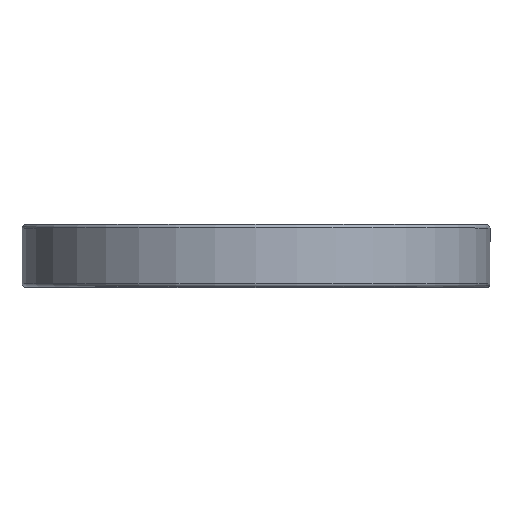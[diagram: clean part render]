
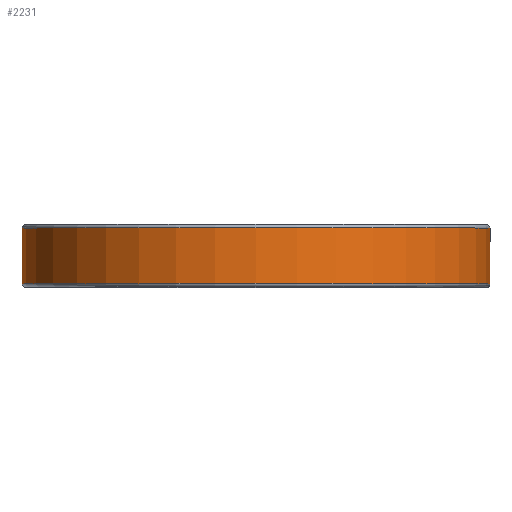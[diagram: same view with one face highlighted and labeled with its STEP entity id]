
A CAD part, top view. The second image highlights one B-rep face of the part: STEP entity #2231.
In plain terms, the highlighted cylindrical face has radius 53.607 mm (diameter 107.213 mm), a partial arc.
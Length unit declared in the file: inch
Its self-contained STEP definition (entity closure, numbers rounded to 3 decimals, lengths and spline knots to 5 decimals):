
#66 = DIRECTION ( 'NONE',  ( 0., 1., 0. ) ) ;
#149 = DIRECTION ( 'NONE',  ( 0., -1., 0. ) ) ;
#177 = DIRECTION ( 'NONE',  ( 0., 0., -1. ) ) ;
#180 = ORIENTED_EDGE ( 'NONE', *, *, #2022, .F. ) ;
#199 = CIRCLE ( 'NONE', #1993, 2.1105 ) ;
#290 = VERTEX_POINT ( 'NONE', #656 ) ;
#307 = AXIS2_PLACEMENT_3D ( 'NONE', #1977, #1430, #1598 ) ;
#390 = CARTESIAN_POINT ( 'NONE',  ( 0., -0.25125, -2.1105 ) ) ;
#653 = CARTESIAN_POINT ( 'NONE',  ( 0., 0.25125, -2.1105 ) ) ;
#656 = CARTESIAN_POINT ( 'NONE',  ( 2.1105, 0.25125, 0. ) ) ;
#757 = VERTEX_POINT ( 'NONE', #2279 ) ;
#823 = ORIENTED_EDGE ( 'NONE', *, *, #1731, .T. ) ;
#868 = DIRECTION ( 'NONE',  ( 0., 1., 0. ) ) ;
#977 = LINE ( 'NONE', #653, #2312 ) ;
#1090 = CYLINDRICAL_SURFACE ( 'NONE', #307, 2.1105 ) ;
#1263 = LINE ( 'NONE', #1433, #1349 ) ;
#1266 = CIRCLE ( 'NONE', #1310, 2.1105 ) ;
#1310 = AXIS2_PLACEMENT_3D ( 'NONE', #2448, #1348, #177 ) ;
#1324 = FACE_OUTER_BOUND ( 'NONE', #1881, .T. ) ;
#1330 = CARTESIAN_POINT ( 'NONE',  ( 0., 0.25125, 0. ) ) ;
#1348 = DIRECTION ( 'NONE',  ( 0., -1., 0. ) ) ;
#1349 = VECTOR ( 'NONE', #66, 39.37008 ) ;
#1430 = DIRECTION ( 'NONE',  ( 0., -1., 0. ) ) ;
#1433 = CARTESIAN_POINT ( 'NONE',  ( 2.1105, 0.25125, 0. ) ) ;
#1472 = CARTESIAN_POINT ( 'NONE',  ( 0., 0.25125, -2.1105 ) ) ;
#1492 = DIRECTION ( 'NONE',  ( 0., 0., -1. ) ) ;
#1519 = EDGE_CURVE ( 'NONE', #757, #290, #1263, .T. ) ;
#1598 = DIRECTION ( 'NONE',  ( 0., 0., -1. ) ) ;
#1731 = EDGE_CURVE ( 'NONE', #290, #1932, #199, .T. ) ;
#1881 = EDGE_LOOP ( 'NONE', ( #2360, #823, #1955, #180 ) ) ;
#1932 = VERTEX_POINT ( 'NONE', #1472 ) ;
#1955 = ORIENTED_EDGE ( 'NONE', *, *, #2153, .F. ) ;
#1977 = CARTESIAN_POINT ( 'NONE',  ( 0., 0.25, 0. ) ) ;
#1993 = AXIS2_PLACEMENT_3D ( 'NONE', #1330, #149, #1492 ) ;
#2022 = EDGE_CURVE ( 'NONE', #757, #2036, #1266, .T. ) ;
#2036 = VERTEX_POINT ( 'NONE', #390 ) ;
#2153 = EDGE_CURVE ( 'NONE', #2036, #1932, #977, .T. ) ;
#2231 = ADVANCED_FACE ( 'NONE', ( #1324 ), #1090, .T. ) ;
#2279 = CARTESIAN_POINT ( 'NONE',  ( 2.1105, -0.25125, 0. ) ) ;
#2312 = VECTOR ( 'NONE', #868, 39.37008 ) ;
#2360 = ORIENTED_EDGE ( 'NONE', *, *, #1519, .T. ) ;
#2448 = CARTESIAN_POINT ( 'NONE',  ( 0., -0.25125, 0. ) ) ;
